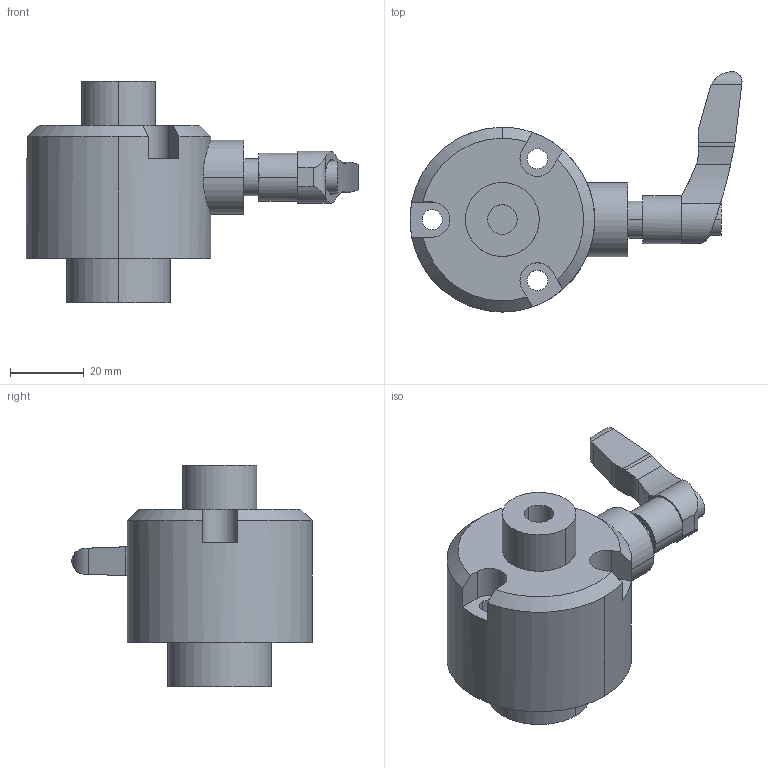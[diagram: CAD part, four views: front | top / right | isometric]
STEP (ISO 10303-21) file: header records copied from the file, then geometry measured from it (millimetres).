
FILE_DESCRIPTION (( 'STEP AP203' ), '1' );
FILE_NAME ('cp701-20050.STEP', '2021-10-25T23:53:30', ( '' ), ( '' ), 'SwSTEP 2.0', 'SolidWorks 2020', '' );
FILE_SCHEMA (( 'CONFIG_CONTROL_DESIGN' ));
Length unit declared in the file: millimetre
Products named in the file (4): cp701-20050; cp701-20050_02; cp701-20050_03; cp701-20050_01
Assembly tree (3 placements, depth 2):
  cp701-20050
    cp701-20050_01
    cp701-20050_02
    cp701-20050_03
Bounding box: 89.86 x 65 x 60 mm (x, y, z)
Volume: 77906.3 mm3; surface area: 23237.1 mm2
Topology: 3 solids, 3 shells, 85 faces, 212 edges, 139 vertices
Faces by surface type: cylinder 49, plane 30, cone 6
Entity records: 3285 total; most frequent: CARTESIAN_POINT 838, DIRECTION 434, ORIENTED_EDGE 424, EDGE_CURVE 212, AXIS2_PLACEMENT_3D 173, VERTEX_POINT 139, EDGE_LOOP 99, LINE 88
